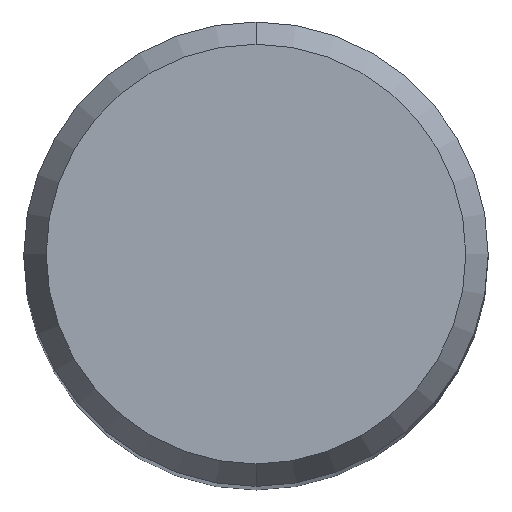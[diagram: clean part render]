
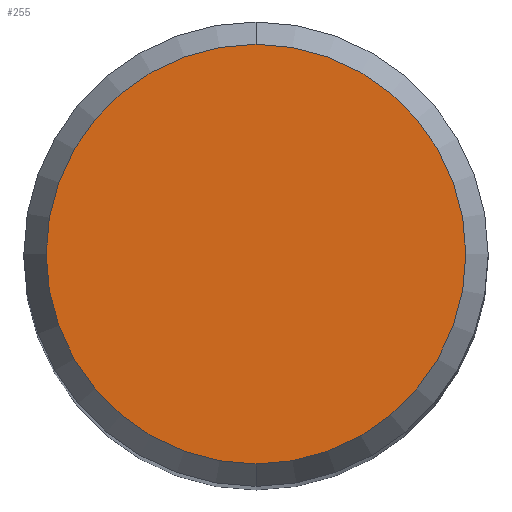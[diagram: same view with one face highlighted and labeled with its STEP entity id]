
A CAD part, top view. The second image highlights one B-rep face of the part: STEP entity #255.
In plain terms, the highlighted planar face has unit normal (0, 0, 1).
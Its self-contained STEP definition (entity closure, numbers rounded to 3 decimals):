
#171=EDGE_CURVE('',#343,#259,#463,.T.);
#189=EDGE_CURVE('',#259,#343,#483,.T.);
#255=ADVANCED_FACE('',(#555),#556,.T.);
#259=VERTEX_POINT('',#560);
#343=VERTEX_POINT('',#654);
#463=CIRCLE('',#775,5.423);
#483=CIRCLE('',#814,5.423);
#555=FACE_OUTER_BOUND('',#941,.T.);
#556=PLANE('',#942);
#560=CARTESIAN_POINT('',(0.0,5.423,53.528));
#654=CARTESIAN_POINT('',(0.,-5.423,53.528));
#775=AXIS2_PLACEMENT_3D('',#1421,#1422,#1423);
#814=AXIS2_PLACEMENT_3D('',#1455,#1456,#1457);
#941=EDGE_LOOP('',(#1536,#1537));
#942=AXIS2_PLACEMENT_3D('',#1538,#1539,#1540);
#1421=CARTESIAN_POINT('',(0.0,0.0,53.528));
#1422=DIRECTION('',(0.0,0.0,-1.0));
#1423=DIRECTION('',(0.0,1.0,0.0));
#1455=CARTESIAN_POINT('',(0.0,0.0,53.528));
#1456=DIRECTION('',(0.0,0.0,-1.0));
#1457=DIRECTION('',(0.0,1.0,0.0));
#1536=ORIENTED_EDGE('',*,*,#189,.F.);
#1537=ORIENTED_EDGE('',*,*,#171,.F.);
#1538=CARTESIAN_POINT('',(0.0,2.711,53.528));
#1539=DIRECTION('',(-0.0,0.0,1.0));
#1540=DIRECTION('',(0.0,-1.0,0.0));
